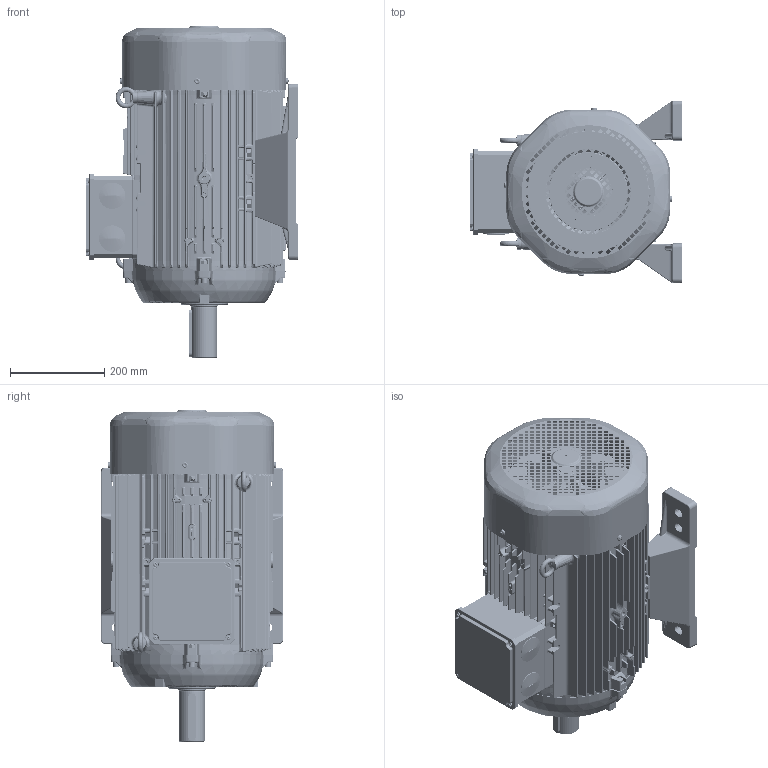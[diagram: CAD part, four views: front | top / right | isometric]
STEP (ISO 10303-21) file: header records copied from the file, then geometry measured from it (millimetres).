
FILE_DESCRIPTION(/* description */ (''),/* implementation_level */ '2;1');
FILE_NAME(/* name */ '(QH series) 200_B3.stp',/* time_stamp */ '2024-07-31T09:22:54+03:00',/* author */ (''),/* organization */ (''),/* preprocessor_version */ 'ST-DEVELOPER v18.102',/* originating_system */ 'SIEMENS PLM Software NX2206.8101',/* authorisation */ '');
FILE_SCHEMA (('AUTOMOTIVE_DESIGN { 1 0 10303 214 3 1 1 1 }'));
Products named in the file (1): model1_objects
Bounding box: 452 x 387.9 x 705.5 mm (x, y, z)
Surface area: 3310024.3 mm2 (no closed solid volume)
Topology: 0 solids, 19 shells, 14969 faces, 37859 edges, 22503 vertices
Faces by surface type: cylinder 5781, plane 3941, torus 2090, bspline 1428, cone 947, sphere 773, extrusion 8, revolution 1
Full cylindrical faces by diameter (mm): 4 x3, 4.3 x4, 5.5 x4, 5.6 x8, 6.5 x4, 7.6 x1, 8 x1, 8.5 x2, 9.444 x3, 10 x3, 12 x4, 17.5 x1, 21 x1, 25 x2, 25.05 x2, 30 x1, 45 x1, 50 x1, 54.4 x1, 55 x1, 59 x1, 60 x1, 72 x1, 73.5 x1, 77 x1, 80 x2, 86.667 x1, 90 x2, 158 x1, 296 x4
Entity records: 610931 total; most frequent: CARTESIAN_POINT 279920, ORIENTED_EDGE 73702, DIRECTION 61803, EDGE_CURVE 36851, AXIS2_PLACEMENT_3D 23686, VERTEX_POINT 22380, EDGE_LOOP 16323, ADVANCED_FACE 14962
